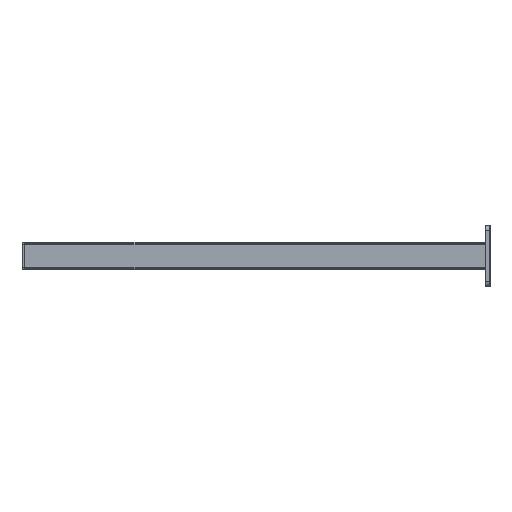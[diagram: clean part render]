
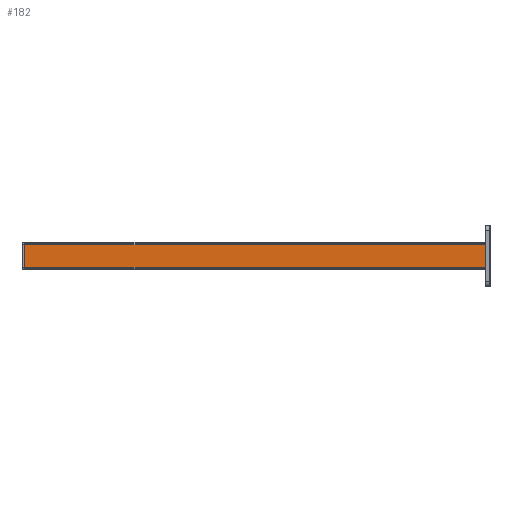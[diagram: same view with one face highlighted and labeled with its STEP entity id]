
A CAD part, left-side view. The second image highlights one B-rep face of the part: STEP entity #182.
In plain terms, the highlighted planar face has unit normal (-1, 0, 0).
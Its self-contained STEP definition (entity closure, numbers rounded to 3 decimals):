
#144 = CARTESIAN_POINT ( 'NONE',  ( -30., 1000., 24. ) ) ;
#182 = ADVANCED_FACE ( 'NONE', ( #1009 ), #2984, .F. ) ;
#320 = VECTOR ( 'NONE', #4875, 1000. ) ;
#657 = LINE ( 'NONE', #4541, #1514 ) ;
#774 = VERTEX_POINT ( 'NONE', #3918 ) ;
#898 = CARTESIAN_POINT ( 'NONE',  ( -30., 1000., 24. ) ) ;
#1009 = FACE_OUTER_BOUND ( 'NONE', #2491, .T. ) ;
#1514 = VECTOR ( 'NONE', #1772, 1000. ) ;
#1772 = DIRECTION ( 'NONE',  ( 0., -1., 0. ) ) ;
#1867 = CARTESIAN_POINT ( 'NONE',  ( -30., 5., -24. ) ) ;
#2008 = ORIENTED_EDGE ( 'NONE', *, *, #4899, .T. ) ;
#2017 = VERTEX_POINT ( 'NONE', #898 ) ;
#2094 = EDGE_CURVE ( 'NONE', #5013, #2017, #3670, .T. ) ;
#2132 = LINE ( 'NONE', #4986, #2373 ) ;
#2154 = EDGE_CURVE ( 'NONE', #2017, #774, #657, .T. ) ;
#2228 = AXIS2_PLACEMENT_3D ( 'NONE', #4552, #4636, #4222 ) ;
#2256 = CARTESIAN_POINT ( 'NONE',  ( -30., 1000., -24. ) ) ;
#2373 = VECTOR ( 'NONE', #4264, 1000. ) ;
#2491 = EDGE_LOOP ( 'NONE', ( #3425, #2596, #4433, #2008 ) ) ;
#2596 = ORIENTED_EDGE ( 'NONE', *, *, #2154, .F. ) ;
#2984 = PLANE ( 'NONE',  #2228 ) ;
#3239 = CARTESIAN_POINT ( 'NONE',  ( -30., 5., 24. ) ) ;
#3425 = ORIENTED_EDGE ( 'NONE', *, *, #4035, .T. ) ;
#3670 = LINE ( 'NONE', #144, #4230 ) ;
#3673 = LINE ( 'NONE', #3239, #320 ) ;
#3918 = CARTESIAN_POINT ( 'NONE',  ( -30., 5., 24. ) ) ;
#4035 = EDGE_CURVE ( 'NONE', #4994, #774, #3673, .T. ) ;
#4222 = DIRECTION ( 'NONE',  ( 0., 0., -1. ) ) ;
#4230 = VECTOR ( 'NONE', #4849, 1000. ) ;
#4264 = DIRECTION ( 'NONE',  ( 0., -1., 0. ) ) ;
#4433 = ORIENTED_EDGE ( 'NONE', *, *, #2094, .F. ) ;
#4541 = CARTESIAN_POINT ( 'NONE',  ( -30., 1000., 24. ) ) ;
#4552 = CARTESIAN_POINT ( 'NONE',  ( -30., 1000., 24. ) ) ;
#4636 = DIRECTION ( 'NONE',  ( 1., 0., 0. ) ) ;
#4849 = DIRECTION ( 'NONE',  ( 0., 0., 1. ) ) ;
#4875 = DIRECTION ( 'NONE',  ( 0., 0., 1. ) ) ;
#4899 = EDGE_CURVE ( 'NONE', #5013, #4994, #2132, .T. ) ;
#4986 = CARTESIAN_POINT ( 'NONE',  ( -30., 1000., -24. ) ) ;
#4994 = VERTEX_POINT ( 'NONE', #1867 ) ;
#5013 = VERTEX_POINT ( 'NONE', #2256 ) ;
